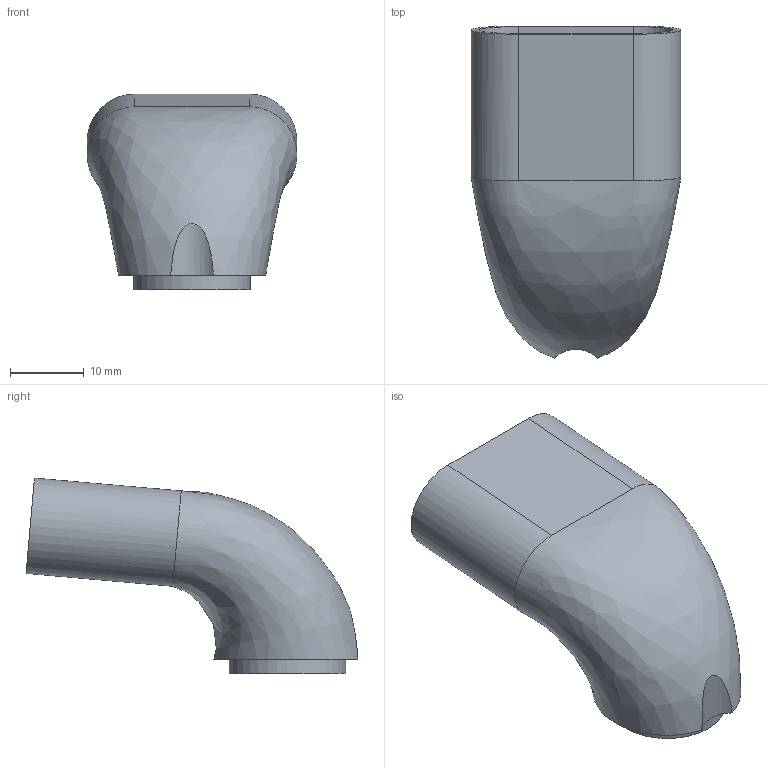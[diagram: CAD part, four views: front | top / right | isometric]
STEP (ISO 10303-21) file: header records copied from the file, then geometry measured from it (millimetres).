
FILE_DESCRIPTION(/* description */ (''),/* implementation_level */ '2;1');
FILE_NAME(/* name */ 'vw_mk4_glove_box_air_valve_adapter.stp',/* time_stamp */ '2021-10-06T00:56:25-07:00',/* author */ ('Andrew'),/* organization */ (''),/* preprocessor_version */ 'ST-DEVELOPER v18.1',/* originating_system */ 'Autodesk Inventor 2021',/* authorisation */ '');
FILE_SCHEMA (('AUTOMOTIVE_DESIGN { 1 0 10303 214 3 1 1 }'));
Length unit declared in the file: millimetre
Products named in the file (1): glove_box_air_valve
Bounding box: 28.5 x 45.06 x 26.59 mm (x, y, z)
Volume: 4908.1 mm3; surface area: 6053 mm2
Topology: 1 solids, 1 shells, 16 faces, 51 edges, 38 vertices
Faces by surface type: cylinder 7, plane 7, bspline 2
Full cylindrical faces by diameter (mm): 13.8 x1, 15.8 x1
Entity records: 975 total; most frequent: CARTESIAN_POINT 509, ORIENTED_EDGE 102, DIRECTION 68, EDGE_CURVE 51, VERTEX_POINT 38, AXIS2_PLACEMENT_3D 27, B_SPLINE_CURVE_WITH_KNOTS 25, EDGE_LOOP 19
